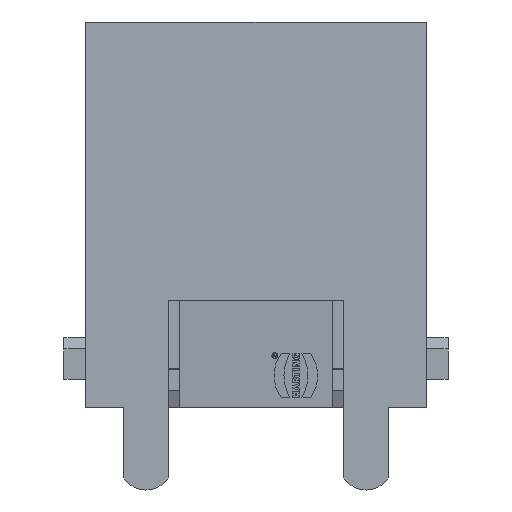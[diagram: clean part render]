
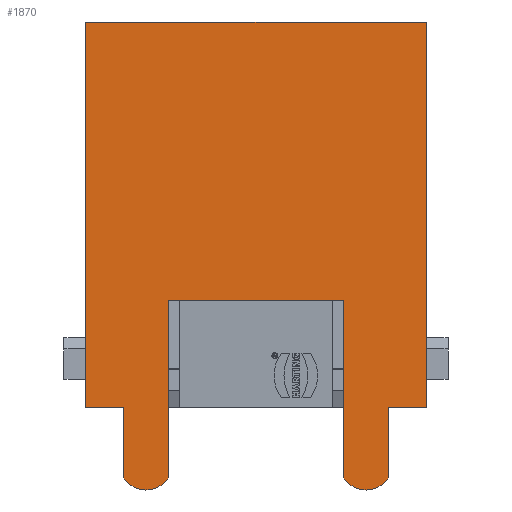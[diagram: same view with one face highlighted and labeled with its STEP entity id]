
A CAD part, left-side view. The second image highlights one B-rep face of the part: STEP entity #1870.
In plain terms, the highlighted planar face has unit normal (-1, 0, 0).
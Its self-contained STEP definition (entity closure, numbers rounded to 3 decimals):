
#915=FACE_OUTER_BOUND('',#2169,.T.);
#1098=LINE('',#5285,#1507);
#1107=LINE('',#5304,#1516);
#1178=LINE('',#5458,#1587);
#1205=LINE('',#5517,#1614);
#1229=LINE('',#5571,#1638);
#1231=LINE('',#5575,#1640);
#1237=LINE('',#5584,#1646);
#1238=LINE('',#5585,#1647);
#1239=LINE('',#5586,#1648);
#1240=LINE('',#5591,#1649);
#1507=VECTOR('',#4415,1.);
#1516=VECTOR('',#4428,1.);
#1587=VECTOR('',#4535,1.);
#1614=VECTOR('',#4578,1.);
#1638=VECTOR('',#4620,1.);
#1640=VECTOR('',#4624,1.);
#1646=VECTOR('',#4634,1.);
#1647=VECTOR('',#4635,1.);
#1648=VECTOR('',#4636,1.);
#1649=VECTOR('',#4641,1.);
#1870=ADVANCED_FACE('',(#915),#2006,.T.);
#2006=PLANE('',#4170);
#2169=EDGE_LOOP('',(#2629,#2630,#2631,#2632,#2633,#2634,#2635,#2636,#2637,
#2638,#2639,#2640));
#2629=ORIENTED_EDGE('',*,*,#3725,.T.);
#2630=ORIENTED_EDGE('',*,*,#3574,.F.);
#2631=ORIENTED_EDGE('',*,*,#3726,.F.);
#2632=ORIENTED_EDGE('',*,*,#3660,.F.);
#2633=ORIENTED_EDGE('',*,*,#3727,.F.);
#2634=ORIENTED_EDGE('',*,*,#3728,.F.);
#2635=ORIENTED_EDGE('',*,*,#3717,.F.);
#2636=ORIENTED_EDGE('',*,*,#3583,.T.);
#2637=ORIENTED_EDGE('',*,*,#3719,.F.);
#2638=ORIENTED_EDGE('',*,*,#3729,.T.);
#2639=ORIENTED_EDGE('',*,*,#3730,.F.);
#2640=ORIENTED_EDGE('',*,*,#3690,.F.);
#3251=VERTEX_POINT('',#5279);
#3254=VERTEX_POINT('',#5284);
#3263=VERTEX_POINT('',#5305);
#3264=VERTEX_POINT('',#5306);
#3327=VERTEX_POINT('',#5457);
#3328=VERTEX_POINT('',#5459);
#3346=VERTEX_POINT('',#5506);
#3351=VERTEX_POINT('',#5516);
#3373=VERTEX_POINT('',#5572);
#3374=VERTEX_POINT('',#5576);
#3375=VERTEX_POINT('',#5587);
#3376=VERTEX_POINT('',#5590);
#3574=EDGE_CURVE('',#3254,#3251,#1098,.T.);
#3583=EDGE_CURVE('',#3263,#3264,#1107,.T.);
#3660=EDGE_CURVE('',#3327,#3328,#1178,.T.);
#3690=EDGE_CURVE('',#3351,#3346,#1205,.T.);
#3717=EDGE_CURVE('',#3263,#3373,#1229,.T.);
#3719=EDGE_CURVE('',#3374,#3264,#1231,.T.);
#3725=EDGE_CURVE('',#3351,#3251,#1237,.T.);
#3726=EDGE_CURVE('',#3328,#3254,#1238,.T.);
#3727=EDGE_CURVE('',#3375,#3327,#1239,.T.);
#3728=EDGE_CURVE('',#3373,#3375,#3940,.T.);
#3729=EDGE_CURVE('',#3374,#3376,#3941,.T.);
#3730=EDGE_CURVE('',#3346,#3376,#1240,.T.);
#3940=CIRCLE('',#4168,2.4);
#3941=CIRCLE('',#4169,2.4);
#4168=AXIS2_PLACEMENT_3D('',#5588,#4637,#4638);
#4169=AXIS2_PLACEMENT_3D('',#5589,#4639,#4640);
#4170=AXIS2_PLACEMENT_3D('',#5592,#4642,#4643);
#4415=DIRECTION('',(0.,-1.,0.));
#4428=DIRECTION('',(0.,-1.,0.));
#4535=DIRECTION('',(0.,1.,0.));
#4578=DIRECTION('',(0.,1.,0.));
#4620=DIRECTION('',(0.,0.,-1.));
#4624=DIRECTION('',(0.,0.,1.));
#4634=DIRECTION('',(0.,0.,1.));
#4635=DIRECTION('',(0.,0.,1.));
#4636=DIRECTION('',(0.,0.,1.));
#4637=DIRECTION('',(1.,0.,0.));
#4638=DIRECTION('',(0.,0.,1.));
#4639=DIRECTION('',(-1.,0.,0.));
#4640=DIRECTION('',(0.,0.,1.));
#4641=DIRECTION('',(0.,0.,-1.));
#4642=DIRECTION('',(-1.,0.,0.));
#4643=DIRECTION('',(0.,0.,1.));
#5279=CARTESIAN_POINT('',(-7.3,-15.15,16.5));
#5284=CARTESIAN_POINT('',(-7.3,15.15,16.5));
#5285=CARTESIAN_POINT('',(-7.3,-15.15,16.5));
#5304=CARTESIAN_POINT('',(-7.3,-15.15,-8.3));
#5305=CARTESIAN_POINT('',(-7.3,7.8,-8.3));
#5306=CARTESIAN_POINT('',(-7.3,-7.8,-8.3));
#5457=CARTESIAN_POINT('',(-7.3,11.8,-17.8));
#5458=CARTESIAN_POINT('',(-7.3,-15.15,-17.8));
#5459=CARTESIAN_POINT('',(-7.3,15.15,-17.8));
#5506=CARTESIAN_POINT('',(-7.3,-11.8,-17.8));
#5516=CARTESIAN_POINT('',(-7.3,-15.15,-17.8));
#5517=CARTESIAN_POINT('',(-7.3,-15.15,-17.8));
#5571=CARTESIAN_POINT('',(-7.3,7.8,-17.8));
#5572=CARTESIAN_POINT('',(-7.3,7.8,-24.077));
#5575=CARTESIAN_POINT('',(-7.3,-7.8,-24.077));
#5576=CARTESIAN_POINT('',(-7.3,-7.8,-24.077));
#5584=CARTESIAN_POINT('',(-7.3,-15.15,-26.3));
#5585=CARTESIAN_POINT('',(-7.3,15.15,-17.8));
#5586=CARTESIAN_POINT('',(-7.3,11.8,-17.8));
#5587=CARTESIAN_POINT('',(-7.3,11.8,-24.077));
#5588=CARTESIAN_POINT('',(-7.3,9.8,-22.75));
#5589=CARTESIAN_POINT('',(-7.3,-9.8,-22.75));
#5590=CARTESIAN_POINT('',(-7.3,-11.8,-24.077));
#5591=CARTESIAN_POINT('',(-7.3,-11.8,-17.8));
#5592=CARTESIAN_POINT('',(-7.3,-15.15,-17.8));
